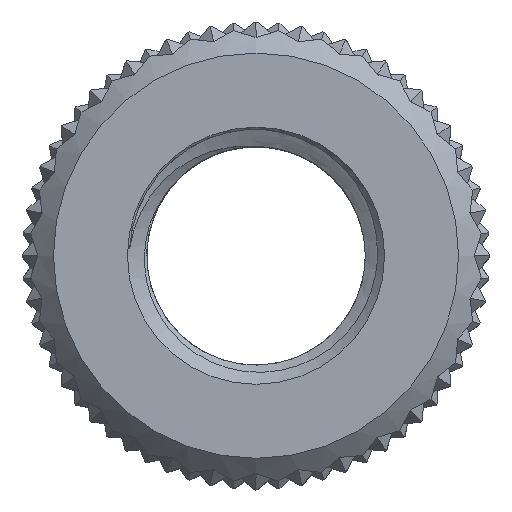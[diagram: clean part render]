
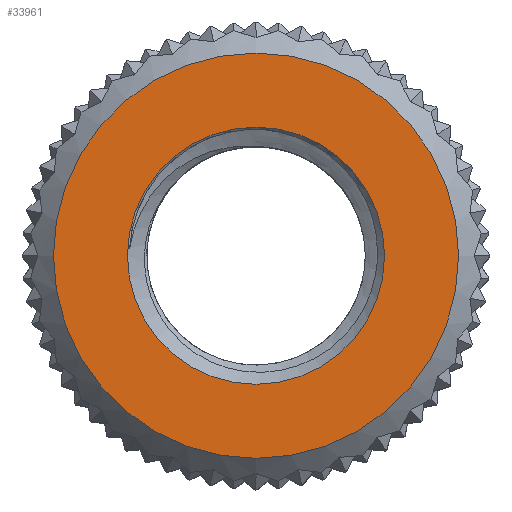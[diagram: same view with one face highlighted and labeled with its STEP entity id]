
A CAD part, top view. The second image highlights one B-rep face of the part: STEP entity #33961.
In plain terms, the highlighted planar face has unit normal (0, 0, 1).
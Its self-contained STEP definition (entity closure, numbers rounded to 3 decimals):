
#16=FACE_BOUND('',#5173,.T.);
#18=PLANE('',#36796);
#2357=FACE_OUTER_BOUND('',#5172,.T.);
#5172=EDGE_LOOP('',(#22287,#22288));
#5173=EDGE_LOOP('',(#22289));
#7967=CIRCLE('',#36792,8.25);
#7969=CIRCLE('',#36797,13.);
#7970=CIRCLE('',#36798,13.);
#13688=VERTEX_POINT('',#40704);
#13691=VERTEX_POINT('',#41355);
#13692=VERTEX_POINT('',#41356);
#16551=EDGE_CURVE('',#13688,#13688,#7967,.T.);
#16557=EDGE_CURVE('',#13691,#13692,#7969,.T.);
#16558=EDGE_CURVE('',#13692,#13691,#7970,.T.);
#22287=ORIENTED_EDGE('',*,*,#16557,.F.);
#22288=ORIENTED_EDGE('',*,*,#16558,.F.);
#22289=ORIENTED_EDGE('',*,*,#16551,.T.);
#33961=ADVANCED_FACE('',(#2357,#16),#18,.T.);
#36792=AXIS2_PLACEMENT_3D('',#40705,#37364,#37365);
#36796=AXIS2_PLACEMENT_3D('',#41354,#37374,#37375);
#36797=AXIS2_PLACEMENT_3D('',#41357,#37376,#37377);
#36798=AXIS2_PLACEMENT_3D('',#41358,#37378,#37379);
#37364=DIRECTION('center_axis',(0.,0.,-1.));
#37365=DIRECTION('ref_axis',(-1.,0.,0.));
#37374=DIRECTION('center_axis',(0.,0.,1.));
#37375=DIRECTION('ref_axis',(-1.,0.,0.));
#37376=DIRECTION('center_axis',(0.,0.,-1.));
#37377=DIRECTION('ref_axis',(-1.,0.,0.));
#37378=DIRECTION('center_axis',(0.,0.,-1.));
#37379=DIRECTION('ref_axis',(-1.,0.,0.));
#40704=CARTESIAN_POINT('',(8.25,0.,19.));
#40705=CARTESIAN_POINT('Origin',(0.,0.,
19.));
#41354=CARTESIAN_POINT('Origin',(0.,0.,
19.));
#41355=CARTESIAN_POINT('',(13.,0.,19.));
#41356=CARTESIAN_POINT('',(-13.,0.,19.));
#41357=CARTESIAN_POINT('Origin',(0.,0.,
19.));
#41358=CARTESIAN_POINT('Origin',(0.,0.,
19.));
